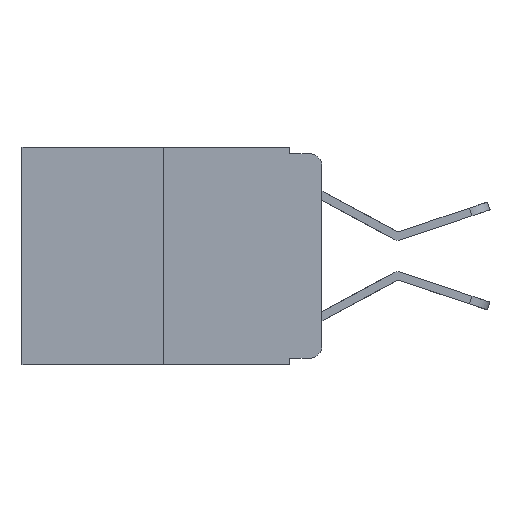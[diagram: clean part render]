
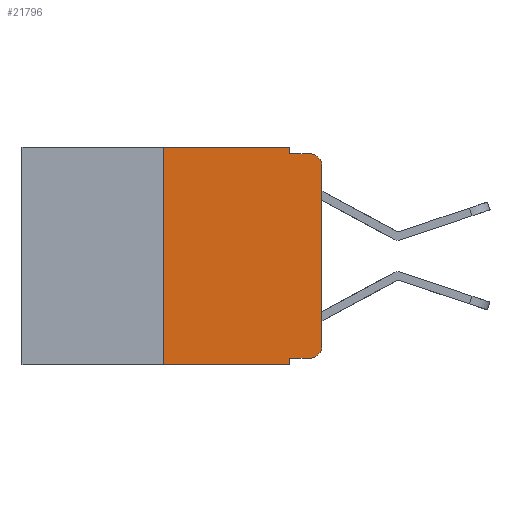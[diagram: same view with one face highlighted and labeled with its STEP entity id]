
A CAD part, left-side view. The second image highlights one B-rep face of the part: STEP entity #21796.
In plain terms, the highlighted planar face has unit normal (-1, 0, 0).
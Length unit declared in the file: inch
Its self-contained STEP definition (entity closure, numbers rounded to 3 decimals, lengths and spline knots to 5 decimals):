
#84 = CARTESIAN_POINT ( 'NONE',  ( 0., 0.02, -0.313 ) ) ;
#166 = VERTEX_POINT ( 'NONE', #19788 ) ;
#170 = DIRECTION ( 'NONE',  ( 0., -1., 0. ) ) ;
#182 = DIRECTION ( 'NONE',  ( -1., 0., 0. ) ) ;
#439 = AXIS2_PLACEMENT_3D ( 'NONE', #11330, #182, #13112 ) ;
#1268 = EDGE_LOOP ( 'NONE', ( #3255, #12856, #13569, #20750, #17226, #22638, #18046, #14264, #15098, #20794 ) ) ;
#1523 = VERTEX_POINT ( 'NONE', #20542 ) ;
#1806 = VERTEX_POINT ( 'NONE', #3590 ) ;
#2069 = DIRECTION ( 'NONE',  ( 0., 0., -1. ) ) ;
#2126 = CARTESIAN_POINT ( 'NONE',  ( 0., 0.25, 0. ) ) ;
#2854 = LINE ( 'NONE', #20080, #21595 ) ;
#3032 = CARTESIAN_POINT ( 'NONE',  ( 0., 0.051, -0.333 ) ) ;
#3150 = DIRECTION ( 'NONE',  ( 0., 0., -1. ) ) ;
#3255 = ORIENTED_EDGE ( 'NONE', *, *, #22109, .T. ) ;
#3494 = CARTESIAN_POINT ( 'NONE',  ( 0., 0.25, -0.343 ) ) ;
#3590 = CARTESIAN_POINT ( 'NONE',  ( 0., 0.02, -0.333 ) ) ;
#3612 = CARTESIAN_POINT ( 'NONE',  ( 0., 0.02, -0.01 ) ) ;
#3994 = CARTESIAN_POINT ( 'NONE',  ( 0., 0.051, -0.01 ) ) ;
#4070 = DIRECTION ( 'NONE',  ( 0., 0., 1. ) ) ;
#4574 = CARTESIAN_POINT ( 'NONE',  ( 0., 0.051, -0.343 ) ) ;
#4729 = EDGE_CURVE ( 'NONE', #23096, #23497, #23594, .T. ) ;
#5032 = VECTOR ( 'NONE', #17328, 39.37008 ) ;
#5139 = DIRECTION ( 'NONE',  ( 0., -1., 0. ) ) ;
#5223 = VERTEX_POINT ( 'NONE', #3494 ) ;
#5249 = VECTOR ( 'NONE', #170, 39.37008 ) ;
#5481 = PLANE ( 'NONE',  #18382 ) ;
#5953 = EDGE_CURVE ( 'NONE', #9757, #18430, #2854, .T. ) ;
#7290 = DIRECTION ( 'NONE',  ( 1., 0., 0. ) ) ;
#7387 = LINE ( 'NONE', #2126, #21220 ) ;
#7941 = EDGE_CURVE ( 'NONE', #5223, #166, #7387, .T. ) ;
#9602 = EDGE_CURVE ( 'NONE', #1806, #1523, #16710, .T. ) ;
#9757 = VERTEX_POINT ( 'NONE', #15328 ) ;
#9999 = LINE ( 'NONE', #12247, #14212 ) ;
#10315 = CARTESIAN_POINT ( 'NONE',  ( 0., 0.051, -0.01 ) ) ;
#11116 = LINE ( 'NONE', #12220, #19565 ) ;
#11330 = CARTESIAN_POINT ( 'NONE',  ( 0., 0.02, -0.03 ) ) ;
#11856 = DIRECTION ( 'NONE',  ( 0., 0., 1. ) ) ;
#11914 = CARTESIAN_POINT ( 'NONE',  ( 0., 0.051, -0.333 ) ) ;
#12220 = CARTESIAN_POINT ( 'NONE',  ( 0., 0.473, 0. ) ) ;
#12247 = CARTESIAN_POINT ( 'NONE',  ( 0., 0.051, 0. ) ) ;
#12330 = VERTEX_POINT ( 'NONE', #3032 ) ;
#12484 = VECTOR ( 'NONE', #11856, 39.37008 ) ;
#12638 = CARTESIAN_POINT ( 'NONE',  ( 0., 0.473, 0. ) ) ;
#12856 = ORIENTED_EDGE ( 'NONE', *, *, #4729, .T. ) ;
#12896 = DIRECTION ( 'NONE',  ( 0., 0., -1. ) ) ;
#13021 = DIRECTION ( 'NONE',  ( -1., 0., 0. ) ) ;
#13112 = DIRECTION ( 'NONE',  ( 0., 0., -1. ) ) ;
#13204 = EDGE_CURVE ( 'NONE', #18430, #23497, #19649, .T. ) ;
#13569 = ORIENTED_EDGE ( 'NONE', *, *, #13204, .F. ) ;
#13578 = EDGE_CURVE ( 'NONE', #5223, #16143, #19629, .T. ) ;
#14212 = VECTOR ( 'NONE', #3150, 39.37008 ) ;
#14264 = ORIENTED_EDGE ( 'NONE', *, *, #20449, .F. ) ;
#15098 = ORIENTED_EDGE ( 'NONE', *, *, #16812, .T. ) ;
#15199 = LINE ( 'NONE', #11914, #5032 ) ;
#15328 = CARTESIAN_POINT ( 'NONE',  ( 0., 0.051, 0. ) ) ;
#15970 = VECTOR ( 'NONE', #5139, 39.37008 ) ;
#16143 = VERTEX_POINT ( 'NONE', #4574 ) ;
#16710 = CIRCLE ( 'NONE', #17409, 0.02 ) ;
#16812 = EDGE_CURVE ( 'NONE', #12330, #1806, #15199, .T. ) ;
#17226 = ORIENTED_EDGE ( 'NONE', *, *, #19716, .F. ) ;
#17283 = LINE ( 'NONE', #18865, #12484 ) ;
#17328 = DIRECTION ( 'NONE',  ( 0., -1., 0. ) ) ;
#17409 = AXIS2_PLACEMENT_3D ( 'NONE', #84, #13021, #2069 ) ;
#17642 = DIRECTION ( 'NONE',  ( 0., -1., 0. ) ) ;
#18046 = ORIENTED_EDGE ( 'NONE', *, *, #13578, .T. ) ;
#18341 = CARTESIAN_POINT ( 'NONE',  ( 0., 0., -0.03 ) ) ;
#18382 = AXIS2_PLACEMENT_3D ( 'NONE', #12638, #7290, #19905 ) ;
#18430 = VERTEX_POINT ( 'NONE', #10315 ) ;
#18865 = CARTESIAN_POINT ( 'NONE',  ( 0., 0., 0. ) ) ;
#19289 = FACE_OUTER_BOUND ( 'NONE', #1268, .T. ) ;
#19565 = VECTOR ( 'NONE', #17642, 39.37008 ) ;
#19629 = LINE ( 'NONE', #21381, #15970 ) ;
#19649 = LINE ( 'NONE', #3994, #5249 ) ;
#19716 = EDGE_CURVE ( 'NONE', #166, #9757, #11116, .T. ) ;
#19788 = CARTESIAN_POINT ( 'NONE',  ( 0., 0.25, 0. ) ) ;
#19905 = DIRECTION ( 'NONE',  ( 0., 0., -1. ) ) ;
#20080 = CARTESIAN_POINT ( 'NONE',  ( 0., 0.051, 0. ) ) ;
#20449 = EDGE_CURVE ( 'NONE', #12330, #16143, #9999, .T. ) ;
#20542 = CARTESIAN_POINT ( 'NONE',  ( 0., 0., -0.313 ) ) ;
#20750 = ORIENTED_EDGE ( 'NONE', *, *, #5953, .F. ) ;
#20794 = ORIENTED_EDGE ( 'NONE', *, *, #9602, .T. ) ;
#21220 = VECTOR ( 'NONE', #4070, 39.37008 ) ;
#21381 = CARTESIAN_POINT ( 'NONE',  ( 0., 0.473, -0.343 ) ) ;
#21595 = VECTOR ( 'NONE', #12896, 39.37008 ) ;
#21796 = ADVANCED_FACE ( 'NONE', ( #19289 ), #5481, .F. ) ;
#22109 = EDGE_CURVE ( 'NONE', #1523, #23096, #17283, .T. ) ;
#22638 = ORIENTED_EDGE ( 'NONE', *, *, #7941, .F. ) ;
#23096 = VERTEX_POINT ( 'NONE', #18341 ) ;
#23497 = VERTEX_POINT ( 'NONE', #3612 ) ;
#23594 = CIRCLE ( 'NONE', #439, 0.02 ) ;
